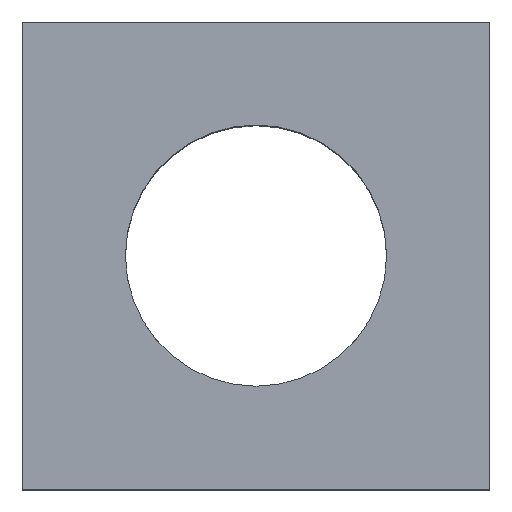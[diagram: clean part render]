
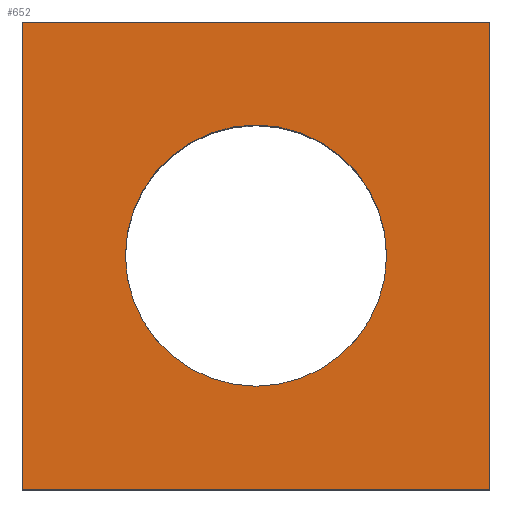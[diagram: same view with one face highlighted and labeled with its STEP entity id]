
A CAD part, top view. The second image highlights one B-rep face of the part: STEP entity #652.
In plain terms, the highlighted planar face has unit normal (0, 0, 1).
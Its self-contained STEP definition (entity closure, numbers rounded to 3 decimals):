
#17 = ORIENTED_EDGE ( 'NONE', *, *, #670, .F. ) ;
#32 = CARTESIAN_POINT ( 'NONE',  ( 12.7, 12.7, 0. ) ) ;
#39 = CARTESIAN_POINT ( 'NONE',  ( 0., 12.7, 0. ) ) ;
#44 = AXIS2_PLACEMENT_3D ( 'NONE', #39, #257, #632 ) ;
#70 = DIRECTION ( 'NONE',  ( 0., -1., 0. ) ) ;
#71 = CIRCLE ( 'NONE', #663, 3.55 ) ;
#72 = VERTEX_POINT ( 'NONE', #314 ) ;
#78 = DIRECTION ( 'NONE',  ( 1., 0., 0. ) ) ;
#109 = ORIENTED_EDGE ( 'NONE', *, *, #250, .F. ) ;
#120 = VECTOR ( 'NONE', #193, 1000. ) ;
#132 = EDGE_CURVE ( 'NONE', #72, #444, #475, .T. ) ;
#153 = CARTESIAN_POINT ( 'NONE',  ( 12.7, 0., 0. ) ) ;
#158 = ORIENTED_EDGE ( 'NONE', *, *, #132, .T. ) ;
#193 = DIRECTION ( 'NONE',  ( 1., 0., 0. ) ) ;
#229 = CARTESIAN_POINT ( 'NONE',  ( 6.35, 6.35, 0. ) ) ;
#250 = EDGE_CURVE ( 'NONE', #518, #492, #263, .T. ) ;
#257 = DIRECTION ( 'NONE',  ( 0., 0., -1. ) ) ;
#262 = VECTOR ( 'NONE', #684, 1000. ) ;
#263 = CIRCLE ( 'NONE', #386, 3.55 ) ;
#265 = CARTESIAN_POINT ( 'NONE',  ( 6.35, 6.35, 0. ) ) ;
#269 = EDGE_LOOP ( 'NONE', ( #620, #497, #17, #158 ) ) ;
#276 = LINE ( 'NONE', #424, #262 ) ;
#281 = DIRECTION ( 'NONE',  ( 1., 0., 0. ) ) ;
#299 = EDGE_CURVE ( 'NONE', #444, #554, #383, .T. ) ;
#314 = CARTESIAN_POINT ( 'NONE',  ( 0., 12.7, 0. ) ) ;
#316 = CARTESIAN_POINT ( 'NONE',  ( 2.8, 6.35, 0. ) ) ;
#320 = DIRECTION ( 'NONE',  ( 1., 0., 0. ) ) ;
#321 = ORIENTED_EDGE ( 'NONE', *, *, #324, .F. ) ;
#324 = EDGE_CURVE ( 'NONE', #492, #518, #71, .T. ) ;
#337 = CARTESIAN_POINT ( 'NONE',  ( 0., 12.7, 0. ) ) ;
#355 = VECTOR ( 'NONE', #78, 1000. ) ;
#370 = CARTESIAN_POINT ( 'NONE',  ( 0., 0., 0. ) ) ;
#383 = LINE ( 'NONE', #458, #355 ) ;
#386 = AXIS2_PLACEMENT_3D ( 'NONE', #265, #639, #320 ) ;
#424 = CARTESIAN_POINT ( 'NONE',  ( 12.7, 12.7, 0. ) ) ;
#444 = VERTEX_POINT ( 'NONE', #370 ) ;
#458 = CARTESIAN_POINT ( 'NONE',  ( 0., 0., 0. ) ) ;
#475 = LINE ( 'NONE', #337, #596 ) ;
#481 = CARTESIAN_POINT ( 'NONE',  ( 9.9, 6.35, 0. ) ) ;
#492 = VERTEX_POINT ( 'NONE', #481 ) ;
#497 = ORIENTED_EDGE ( 'NONE', *, *, #651, .F. ) ;
#518 = VERTEX_POINT ( 'NONE', #316 ) ;
#531 = LINE ( 'NONE', #568, #120 ) ;
#538 = EDGE_LOOP ( 'NONE', ( #321, #109 ) ) ;
#546 = FACE_OUTER_BOUND ( 'NONE', #269, .T. ) ;
#554 = VERTEX_POINT ( 'NONE', #153 ) ;
#568 = CARTESIAN_POINT ( 'NONE',  ( 0., 12.7, 0. ) ) ;
#570 = VERTEX_POINT ( 'NONE', #32 ) ;
#578 = PLANE ( 'NONE',  #44 ) ;
#596 = VECTOR ( 'NONE', #70, 1000. ) ;
#603 = DIRECTION ( 'NONE',  ( 0., 0., 1. ) ) ;
#620 = ORIENTED_EDGE ( 'NONE', *, *, #299, .T. ) ;
#632 = DIRECTION ( 'NONE',  ( -1., 0., 0. ) ) ;
#639 = DIRECTION ( 'NONE',  ( 0., 0., 1. ) ) ;
#651 = EDGE_CURVE ( 'NONE', #570, #554, #276, .T. ) ;
#652 = ADVANCED_FACE ( 'NONE', ( #671, #546 ), #578, .F. ) ;
#663 = AXIS2_PLACEMENT_3D ( 'NONE', #229, #603, #281 ) ;
#670 = EDGE_CURVE ( 'NONE', #72, #570, #531, .T. ) ;
#671 = FACE_BOUND ( 'NONE', #538, .T. ) ;
#684 = DIRECTION ( 'NONE',  ( 0., -1., 0. ) ) ;
